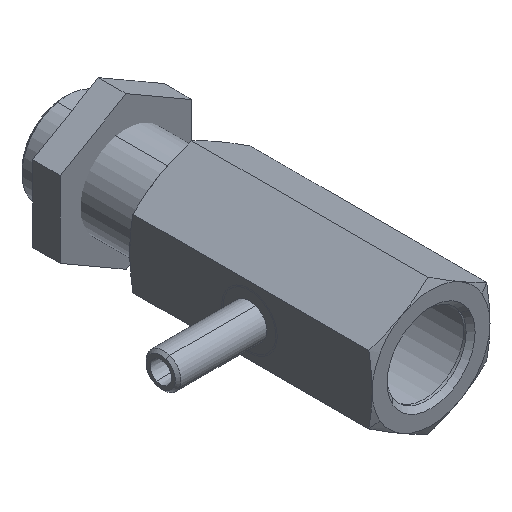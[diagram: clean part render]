
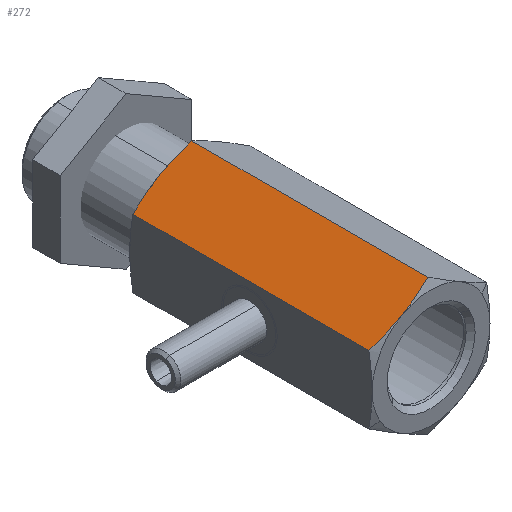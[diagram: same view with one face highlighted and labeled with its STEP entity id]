
A CAD part, isometric view. The second image highlights one B-rep face of the part: STEP entity #272.
In plain terms, the highlighted planar face has unit normal (-0.5, 0, 0.866).
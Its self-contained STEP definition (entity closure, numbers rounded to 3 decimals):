
#272=ADVANCED_FACE('',(#648),#649,.F.);
#648=FACE_OUTER_BOUND('',#1120,.T.);
#649=PLANE('',#1121);
#1120=EDGE_LOOP('',(#3605,#3606,#3607,#3608,#3609,#3610));
#1121=AXIS2_PLACEMENT_3D('',#3611,#3612,#3613);
#3605=ORIENTED_EDGE('',*,*,#4603,.F.);
#3606=ORIENTED_EDGE('',*,*,#4600,.T.);
#3607=ORIENTED_EDGE('',*,*,#4604,.F.);
#3608=ORIENTED_EDGE('',*,*,#4605,.F.);
#3609=ORIENTED_EDGE('',*,*,#4606,.F.);
#3610=ORIENTED_EDGE('',*,*,#4607,.F.);
#3611=CARTESIAN_POINT('',(0.,0.0,9.812));
#3612=DIRECTION('',(0.5,0.,-0.866));
#3613=DIRECTION('',(0.,1.0,0.));
#4600=EDGE_CURVE('',#5232,#5230,#5233,.T.);
#4603=EDGE_CURVE('',#5232,#5236,#5237,.T.);
#4604=EDGE_CURVE('',#5238,#5230,#5239,.T.);
#4605=EDGE_CURVE('',#5240,#5238,#5241,.T.);
#4606=EDGE_CURVE('',#5242,#5240,#5243,.T.);
#4607=EDGE_CURVE('',#5236,#5242,#5244,.T.);
#5230=VERTEX_POINT('',#6572);
#5232=VERTEX_POINT('',#6579);
#5233=LINE('',#6580,#6581);
#5236=VERTEX_POINT('',#6589);
#5237=B_SPLINE_CURVE_WITH_KNOTS('',3,(#6590,#6591,#6592,#6593,#6594,#6595),.UNSPECIFIED.,.F.,.F.,(4,2,4),(0.035,0.037,0.04),.UNSPECIFIED.);
#5238=VERTEX_POINT('',#6596);
#5239=B_SPLINE_CURVE_WITH_KNOTS('',3,(#6597,#6598,#6599,#6600,#6601,#6602),.UNSPECIFIED.,.F.,.F.,(4,2,4),(0.014,0.016,0.019),.UNSPECIFIED.);
#5240=VERTEX_POINT('',#6603);
#5241=B_SPLINE_CURVE_WITH_KNOTS('',3,(#6604,#6605,#6606,#6607,#6608,#6609),.UNSPECIFIED.,.F.,.F.,(4,2,4),(0.009,0.011,0.014),.UNSPECIFIED.);
#5242=VERTEX_POINT('',#6610);
#5243=LINE('',#6611,#6612);
#5244=B_SPLINE_CURVE_WITH_KNOTS('',3,(#6613,#6614,#6615,#6616,#6617,#6618),.UNSPECIFIED.,.F.,.F.,(4,2,4),(0.04,0.042,0.045),.UNSPECIFIED.);
#6572=CARTESIAN_POINT('',(0.,34.521,9.812));
#6579=CARTESIAN_POINT('',(0.,0.479,9.812));
#6580=CARTESIAN_POINT('',(0.,0.0,9.812));
#6581=VECTOR('',#7934,1000.0);
#6589=CARTESIAN_POINT('',(-4.25,0.0,7.359));
#6590=CARTESIAN_POINT('',(0.,0.479,9.812));
#6591=CARTESIAN_POINT('',(-0.706,0.33,9.405));
#6592=CARTESIAN_POINT('',(-1.415,0.209,8.995));
#6593=CARTESIAN_POINT('',(-2.832,0.044,8.178));
#6594=CARTESIAN_POINT('',(-3.541,0.,7.768));
#6595=CARTESIAN_POINT('',(-4.25,0.0,7.359));
#6596=CARTESIAN_POINT('',(-4.25,35.0,7.359));
#6597=CARTESIAN_POINT('',(-4.25,35.0,7.359));
#6598=CARTESIAN_POINT('',(-3.541,35.0,7.768));
#6599=CARTESIAN_POINT('',(-2.832,34.956,8.178));
#6600=CARTESIAN_POINT('',(-1.415,34.791,8.995));
#6601=CARTESIAN_POINT('',(-0.706,34.67,9.405));
#6602=CARTESIAN_POINT('',(0.,34.521,9.812));
#6603=CARTESIAN_POINT('',(-8.5,34.521,4.905));
#6604=CARTESIAN_POINT('',(-8.5,34.521,4.905));
#6605=CARTESIAN_POINT('',(-7.796,34.669,5.312));
#6606=CARTESIAN_POINT('',(-7.084,34.791,5.722));
#6607=CARTESIAN_POINT('',(-5.666,34.956,6.541));
#6608=CARTESIAN_POINT('',(-4.958,35.0,6.95));
#6609=CARTESIAN_POINT('',(-4.25,35.0,7.359));
#6610=CARTESIAN_POINT('',(-8.5,0.479,4.905));
#6611=CARTESIAN_POINT('',(-8.5,0.0,4.905));
#6612=VECTOR('',#7935,1000.0);
#6613=CARTESIAN_POINT('',(-4.25,0.0,7.359));
#6614=CARTESIAN_POINT('',(-4.958,0.,6.95));
#6615=CARTESIAN_POINT('',(-5.666,0.044,6.541));
#6616=CARTESIAN_POINT('',(-7.084,0.209,5.722));
#6617=CARTESIAN_POINT('',(-7.796,0.331,5.312));
#6618=CARTESIAN_POINT('',(-8.5,0.479,4.905));
#7934=DIRECTION('',(0.,1.0,0.));
#7935=DIRECTION('',(0.,1.0,0.));
